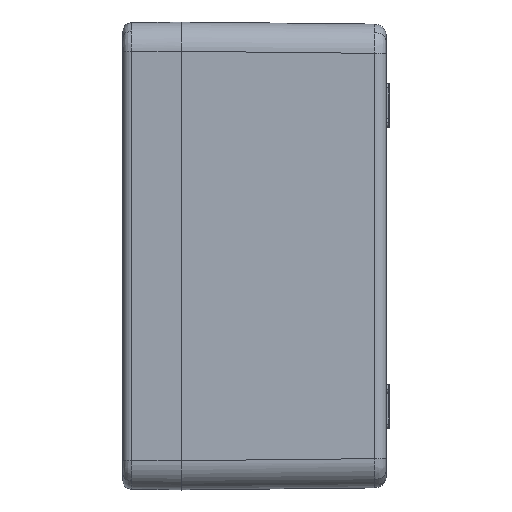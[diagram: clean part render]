
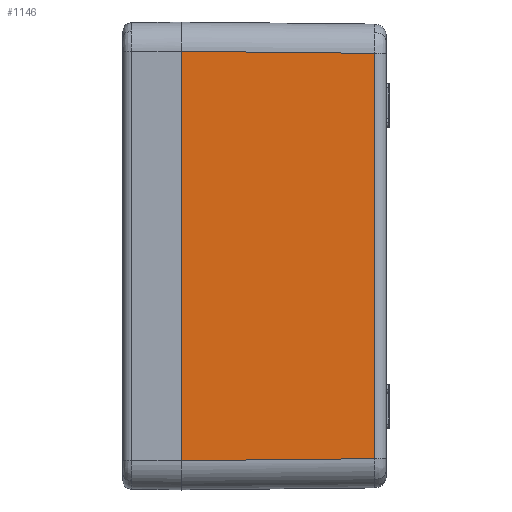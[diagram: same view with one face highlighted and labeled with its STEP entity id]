
A CAD part, left-side view. The second image highlights one B-rep face of the part: STEP entity #1146.
In plain terms, the highlighted planar face has unit normal (-1, -0.011, 0).
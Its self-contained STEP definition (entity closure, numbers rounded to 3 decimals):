
#107 = VERTEX_POINT ( 'NONE', #20300 ) ;
#551 = EDGE_CURVE ( 'NONE', #107, #3356, #20372, .T. ) ;
#1109 = EDGE_LOOP ( 'NONE', ( #1132, #23924, #1507, #1504 ) ) ;
#1132 = ORIENTED_EDGE ( 'NONE', *, *, #1164, .T. ) ;
#1146 = ADVANCED_FACE ( 'NONE', ( #20402 ), #20396, .T. ) ;
#1164 = EDGE_CURVE ( 'NONE', #17245, #107, #20431, .T. ) ;
#1211 = CARTESIAN_POINT ( 'NONE',  ( -179.282, -66.542, 69.283 ) ) ;
#1491 = EDGE_CURVE ( 'NONE', #3356, #17240, #20763, .T. ) ;
#1504 = ORIENTED_EDGE ( 'NONE', *, *, #17239, .F. ) ;
#1507 = ORIENTED_EDGE ( 'NONE', *, *, #1491, .T. ) ;
#3356 = VERTEX_POINT ( 'NONE', #1211 ) ;
#10250 = CARTESIAN_POINT ( 'NONE',  ( -179.974, -0.5, 69.974 ) ) ;
#10251 = DIRECTION ( 'NONE',  ( 0., 0., 1. ) ) ;
#10252 = VECTOR ( 'NONE', #10251, 1000. ) ;
#10253 = CARTESIAN_POINT ( 'NONE',  ( -179.974, -0.5, -80. ) ) ;
#10254 = LINE ( 'NONE', #10253, #10252 ) ;
#10323 = CARTESIAN_POINT ( 'NONE',  ( -179.974, -0.5, -69.974 ) ) ;
#17239 = EDGE_CURVE ( 'NONE', #17245, #17240, #10254, .T. ) ;
#17240 = VERTEX_POINT ( 'NONE', #10250 ) ;
#17245 = VERTEX_POINT ( 'NONE', #10323 ) ;
#20300 = CARTESIAN_POINT ( 'NONE',  ( -179.282, -66.542, -69.283 ) ) ;
#20369 = DIRECTION ( 'NONE',  ( 0., 0., 1. ) ) ;
#20370 = VECTOR ( 'NONE', #20369, 1000. ) ;
#20371 = CARTESIAN_POINT ( 'NONE',  ( -179.282, -66.542, 69.241 ) ) ;
#20372 = LINE ( 'NONE', #20371, #20370 ) ;
#20396 = PLANE ( 'NONE',  #20443 ) ;
#20402 = FACE_OUTER_BOUND ( 'NONE', #1109, .T. ) ;
#20428 = DIRECTION ( 'NONE',  ( 0.01, -1., 0.01 ) ) ;
#20429 = VECTOR ( 'NONE', #20428, 1000. ) ;
#20430 = CARTESIAN_POINT ( 'NONE',  ( -180.001, 2.105, -70.002 ) ) ;
#20431 = LINE ( 'NONE', #20430, #20429 ) ;
#20440 = DIRECTION ( 'NONE',  ( 0.01, -1., 0. ) ) ;
#20441 = DIRECTION ( 'NONE',  ( -1., -0.01, 0. ) ) ;
#20442 = CARTESIAN_POINT ( 'NONE',  ( -180., 2., -80. ) ) ;
#20443 = AXIS2_PLACEMENT_3D ( 'NONE', #20442, #20441, #20440 ) ;
#20760 = DIRECTION ( 'NONE',  ( -0.01, 1., 0.01 ) ) ;
#20761 = VECTOR ( 'NONE', #20760, 1000. ) ;
#20762 = CARTESIAN_POINT ( 'NONE',  ( -179.984, 0.429, 69.984 ) ) ;
#20763 = LINE ( 'NONE', #20762, #20761 ) ;
#23924 = ORIENTED_EDGE ( 'NONE', *, *, #551, .T. ) ;
